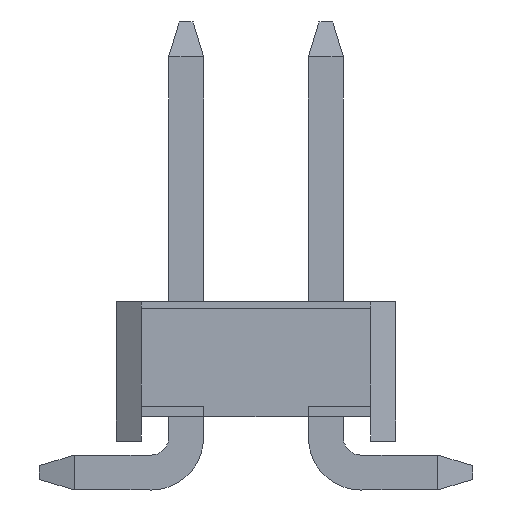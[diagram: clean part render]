
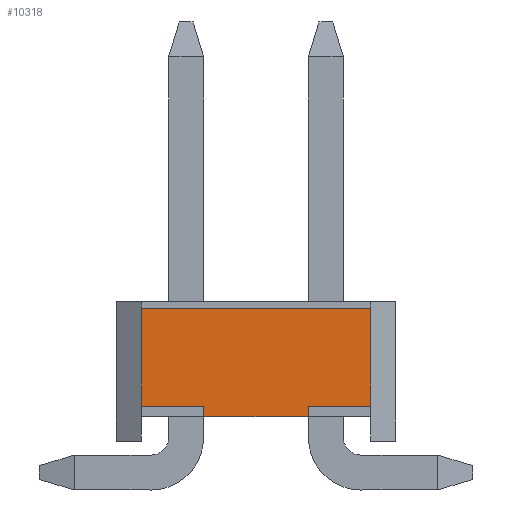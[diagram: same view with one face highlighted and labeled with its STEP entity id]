
A CAD part, front view. The second image highlights one B-rep face of the part: STEP entity #10318.
In plain terms, the highlighted face is planar.
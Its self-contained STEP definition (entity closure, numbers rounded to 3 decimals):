
#2786=ORIENTED_EDGE('',*,*,#3600,.F.);
#2787=ORIENTED_EDGE('',*,*,#3605,.T.);
#2788=ORIENTED_EDGE('',*,*,#4375,.F.);
#2789=ORIENTED_EDGE('',*,*,#3641,.T.);
#2790=ORIENTED_EDGE('',*,*,#4374,.F.);
#2791=ORIENTED_EDGE('',*,*,#3626,.F.);
#2792=ORIENTED_EDGE('',*,*,#3619,.F.);
#2793=ORIENTED_EDGE('',*,*,#4376,.T.);
#3600=EDGE_CURVE('',#4764,#4765,#5828,.T.);
#3605=EDGE_CURVE('',#4764,#4769,#5833,.T.);
#3619=EDGE_CURVE('',#4779,#4780,#5847,.T.);
#3626=EDGE_CURVE('',#4780,#4784,#5854,.T.);
#3641=EDGE_CURVE('',#4797,#4796,#5869,.T.);
#4374=EDGE_CURVE('',#4784,#4796,#6602,.T.);
#4375=EDGE_CURVE('',#4797,#4769,#6603,.T.);
#4376=EDGE_CURVE('',#4779,#4765,#6604,.T.);
#4764=VERTEX_POINT('',#15098);
#4765=VERTEX_POINT('',#15099);
#4769=VERTEX_POINT('',#15108);
#4779=VERTEX_POINT('',#15137);
#4780=VERTEX_POINT('',#15139);
#4784=VERTEX_POINT('',#15151);
#4796=VERTEX_POINT('',#15183);
#4797=VERTEX_POINT('',#15185);
#5828=LINE('',#15097,#7184);
#5833=LINE('',#15109,#7189);
#5847=LINE('',#15138,#7203);
#5854=LINE('',#15152,#7210);
#5869=LINE('',#15184,#7225);
#6602=LINE('',#16645,#7958);
#6603=LINE('',#16647,#7959);
#6604=LINE('',#16649,#7960);
#7184=VECTOR('',#12415,1000.);
#7189=VECTOR('',#12422,1000.);
#7203=VECTOR('',#12446,1000.);
#7210=VECTOR('',#12457,1000.);
#7225=VECTOR('',#12482,1000.);
#7958=VECTOR('',#13761,1000.);
#7959=VECTOR('',#13764,1000.);
#7960=VECTOR('',#13767,1000.);
#8554=EDGE_LOOP('',(#2786,#2787,#2788,#2789,#2790,#2791,#2792,#2793));
#9168=FACE_BOUND('',#8554,.T.);
#9736=PLANE('',#11124);
#10318=ADVANCED_FACE('',(#9168),#9736,.F.);
#11124=AXIS2_PLACEMENT_3D('',#16648,#13765,#13766);
#12415=DIRECTION('',(0.,0.,-1.));
#12422=DIRECTION('',(0.,1.,0.));
#12446=DIRECTION('',(0.,0.,1.));
#12457=DIRECTION('',(0.,-1.,0.));
#12482=DIRECTION('',(0.,-1.,0.));
#13761=DIRECTION('',(0.,0.,1.));
#13764=DIRECTION('',(0.,0.,-1.));
#13765=DIRECTION('',(-1.,0.,0.));
#13766=DIRECTION('',(0.,0.,1.));
#13767=DIRECTION('',(0.,1.,0.));
#15097=CARTESIAN_POINT('',(8.,0.75,-0.5));
#15098=CARTESIAN_POINT('',(8.,0.75,-0.5));
#15099=CARTESIAN_POINT('',(8.,0.75,-0.65));
#15108=CARTESIAN_POINT('',(8.,1.64,-0.5));
#15109=CARTESIAN_POINT('',(8.,0.75,-0.5));
#15137=CARTESIAN_POINT('',(8.,-0.75,-0.65));
#15138=CARTESIAN_POINT('',(8.,-0.75,-0.65));
#15139=CARTESIAN_POINT('',(8.,-0.75,-0.5));
#15151=CARTESIAN_POINT('',(8.,-1.64,-0.5));
#15152=CARTESIAN_POINT('',(8.,-0.75,-0.5));
#15183=CARTESIAN_POINT('',(8.,-1.64,0.9));
#15184=CARTESIAN_POINT('',(8.,1.64,0.9));
#15185=CARTESIAN_POINT('',(8.,1.64,0.9));
#16645=CARTESIAN_POINT('',(8.,-1.64,-15.613));
#16647=CARTESIAN_POINT('',(8.,1.64,0.));
#16648=CARTESIAN_POINT('',(8.,0.,0.));
#16649=CARTESIAN_POINT('',(8.,-1.64,-0.65));
